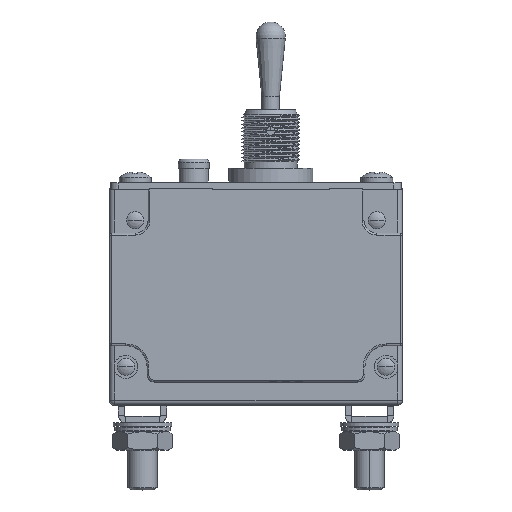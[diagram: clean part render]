
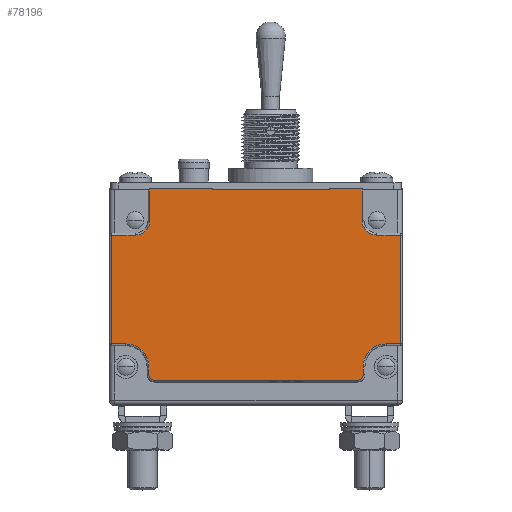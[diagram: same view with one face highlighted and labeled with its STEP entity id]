
A CAD part, top view. The second image highlights one B-rep face of the part: STEP entity #78196.
In plain terms, the highlighted planar face has unit normal (0, 0, 1).
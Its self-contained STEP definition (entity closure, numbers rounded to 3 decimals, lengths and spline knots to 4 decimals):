
#1014=DIRECTION('',(0.,1.,0.));
#1015=VECTOR('',#1014,0.9293);
#1016=CARTESIAN_POINT('',(1.1083,-1.1396,
0.372));
#1017=LINE('',#1016,#1015);
#1018=DIRECTION('',(1.,0.,0.));
#1019=VECTOR('',#1018,0.1233);
#1020=CARTESIAN_POINT('',(0.985,-1.1396,0.372));
#1021=LINE('',#1020,#1019);
#1022=CARTESIAN_POINT('',(0.985,-1.335,0.372));
#1023=DIRECTION('',(0.,0.,-1.));
#1024=DIRECTION('',(-1.,0.,0.));
#1025=AXIS2_PLACEMENT_3D('',#1022,#1023,#1024);
#1027=DIRECTION('',(0.,1.,0.));
#1028=VECTOR('',#1027,0.068);
#1029=CARTESIAN_POINT('',(0.7896,-1.403,0.372));
#1030=LINE('',#1029,#1028);
#1031=CARTESIAN_POINT('',(0.743,-1.403,0.372));
#1032=DIRECTION('',(0.,0.,1.));
#1033=DIRECTION('',(0.,-1.,0.));
#1034=AXIS2_PLACEMENT_3D('',#1031,#1032,#1033);
#1036=DIRECTION('',(1.,0.,0.));
#1037=VECTOR('',#1036,1.736);
#1038=CARTESIAN_POINT('',(-0.993,-1.4496,0.372));
#1039=LINE('',#1038,#1037);
#1040=CARTESIAN_POINT('',(-0.993,-1.403,0.372));
#1041=DIRECTION('',(0.,0.,1.));
#1042=DIRECTION('',(-1.,0.,0.));
#1043=AXIS2_PLACEMENT_3D('',#1040,#1041,#1042);
#1045=DIRECTION('',(0.,-1.,0.));
#1046=VECTOR('',#1045,0.068);
#1047=CARTESIAN_POINT('',(-1.0396,-1.335,0.372));
#1048=LINE('',#1047,#1046);
#1049=CARTESIAN_POINT('',(-1.235,-1.335,0.372));
#1050=DIRECTION('',(0.,0.,-1.));
#1051=DIRECTION('',(0.,1.,0.));
#1052=AXIS2_PLACEMENT_3D('',#1049,#1050,#1051);
#1054=DIRECTION('',(1.,0.,0.));
#1055=VECTOR('',#1054,0.1233);
#1056=CARTESIAN_POINT('',(-1.3583,-1.1396,
0.372));
#1057=LINE('',#1056,#1055);
#1058=DIRECTION('',(0.,-1.,0.));
#1059=VECTOR('',#1058,0.9293);
#1060=CARTESIAN_POINT('',(-1.3583,-0.2104,
0.372));
#1061=LINE('',#1060,#1059);
#1062=DIRECTION('',(-1.,0.,0.));
#1063=VECTOR('',#1062,0.2023);
#1064=CARTESIAN_POINT('',(-1.156,-0.2104,0.372));
#1065=LINE('',#1064,#1063);
#1066=CARTESIAN_POINT('',(-1.156,-0.085,0.372));
#1067=DIRECTION('',(0.,0.,-1.));
#1068=DIRECTION('',(1.,0.,0.));
#1069=AXIS2_PLACEMENT_3D('',#1066,#1067,#1068);
#1071=DIRECTION('',(0.,-1.,0.));
#1072=VECTOR('',#1071,0.268);
#1073=CARTESIAN_POINT('',(-1.0306,0.183,
0.372));
#1074=LINE('',#1073,#1072);
#1075=DIRECTION('',(-1.,0.,0.));
#1076=VECTOR('',#1075,0.5306);
#1077=CARTESIAN_POINT('',(-0.5,0.183,0.372));
#1078=LINE('',#1077,#1076);
#1079=DIRECTION('',(0.,-1.,0.));
#1080=VECTOR('',#1079,0.004);
#1081=CARTESIAN_POINT('',(-0.5,0.183,0.372));
#1082=LINE('',#1081,#1080);
#1083=DIRECTION('',(-1.,0.,0.));
#1084=VECTOR('',#1083,1.);
#1085=CARTESIAN_POINT('',(0.5,0.179,0.372));
#1086=LINE('',#1085,#1084);
#1087=DIRECTION('',(0.,-1.,0.));
#1088=VECTOR('',#1087,0.004);
#1089=CARTESIAN_POINT('',(0.5,0.183,0.372));
#1090=LINE('',#1089,#1088);
#1091=DIRECTION('',(-1.,0.,0.));
#1092=VECTOR('',#1091,0.2806);
#1093=CARTESIAN_POINT('',(0.7806,0.183,0.372));
#1094=LINE('',#1093,#1092);
#1095=DIRECTION('',(0.,1.,0.));
#1096=VECTOR('',#1095,0.268);
#1097=CARTESIAN_POINT('',(0.7806,-0.085,0.372));
#1098=LINE('',#1097,#1096);
#1099=CARTESIAN_POINT('',(0.906,-0.085,0.372));
#1100=DIRECTION('',(0.,0.,-1.));
#1101=DIRECTION('',(0.,-1.,0.));
#1102=AXIS2_PLACEMENT_3D('',#1099,#1100,#1101);
#1104=DIRECTION('',(-1.,0.,0.));
#1105=VECTOR('',#1104,0.2023);
#1106=CARTESIAN_POINT('',(1.1083,-0.2104,
0.372));
#1107=LINE('',#1106,#1105);
#75086=CARTESIAN_POINT('',(0.906,-0.2104,0.372));
#75087=CARTESIAN_POINT('',(0.7806,-0.085,0.372));
#75088=VERTEX_POINT('',#75086);
#75089=VERTEX_POINT('',#75087);
#75094=CARTESIAN_POINT('',(-1.0306,-0.085,0.372));
#75095=CARTESIAN_POINT('',(-1.156,-0.2104,0.372));
#75096=VERTEX_POINT('',#75094);
#75097=VERTEX_POINT('',#75095);
#75102=CARTESIAN_POINT('',(0.7896,-1.335,0.372));
#75103=CARTESIAN_POINT('',(0.985,-1.1396,0.372));
#75104=VERTEX_POINT('',#75102);
#75105=VERTEX_POINT('',#75103);
#75110=CARTESIAN_POINT('',(0.7896,-1.403,0.372));
#75111=VERTEX_POINT('',#75110);
#75114=CARTESIAN_POINT('',(0.743,-1.4496,0.372));
#75115=VERTEX_POINT('',#75114);
#75118=CARTESIAN_POINT('',(-0.993,-1.4496,0.372));
#75119=VERTEX_POINT('',#75118);
#75122=CARTESIAN_POINT('',(-1.0396,-1.403,0.372));
#75123=VERTEX_POINT('',#75122);
#75126=CARTESIAN_POINT('',(-1.0396,-1.335,0.372));
#75127=VERTEX_POINT('',#75126);
#75130=CARTESIAN_POINT('',(-1.235,-1.1396,0.372));
#75131=VERTEX_POINT('',#75130);
#75580=CARTESIAN_POINT('',(0.7806,0.183,0.372));
#75581=VERTEX_POINT('',#75580);
#75582=CARTESIAN_POINT('',(-1.0306,0.183,
0.372));
#75583=VERTEX_POINT('',#75582);
#75646=CARTESIAN_POINT('',(1.1083,-0.2104,
0.372));
#75647=VERTEX_POINT('',#75646);
#75648=CARTESIAN_POINT('',(1.1083,-1.1396,
0.372));
#75649=VERTEX_POINT('',#75648);
#75666=CARTESIAN_POINT('',(-1.3583,-1.1396,
0.372));
#75667=VERTEX_POINT('',#75666);
#75668=CARTESIAN_POINT('',(-1.3583,-0.2104,
0.372));
#75669=VERTEX_POINT('',#75668);
#75771=CARTESIAN_POINT('',(0.5,0.179,0.372));
#75772=CARTESIAN_POINT('',(-0.5,0.179,0.372));
#75773=VERTEX_POINT('',#75771);
#75774=VERTEX_POINT('',#75772);
#75783=CARTESIAN_POINT('',(0.5,0.183,0.372));
#75784=VERTEX_POINT('',#75783);
#75785=CARTESIAN_POINT('',(-0.5,0.183,0.372));
#75786=VERTEX_POINT('',#75785);
#78148=CARTESIAN_POINT('',(0.,0.,0.372));
#78149=DIRECTION('',(0.,0.,-1.));
#78150=DIRECTION('',(-1.,0.,0.));
#78151=AXIS2_PLACEMENT_3D('',#78148,#78149,#78150);
#78152=PLANE('',#78151);
#78154=ORIENTED_EDGE('',*,*,#78153,.F.);
#78156=ORIENTED_EDGE('',*,*,#78155,.F.);
#78158=ORIENTED_EDGE('',*,*,#78157,.F.);
#78160=ORIENTED_EDGE('',*,*,#78159,.F.);
#78162=ORIENTED_EDGE('',*,*,#78161,.F.);
#78164=ORIENTED_EDGE('',*,*,#78163,.F.);
#78166=ORIENTED_EDGE('',*,*,#78165,.F.);
#78168=ORIENTED_EDGE('',*,*,#78167,.F.);
#78170=ORIENTED_EDGE('',*,*,#78169,.F.);
#78171=ORIENTED_EDGE('',*,*,#78139,.F.);
#78173=ORIENTED_EDGE('',*,*,#78172,.F.);
#78175=ORIENTED_EDGE('',*,*,#78174,.F.);
#78177=ORIENTED_EDGE('',*,*,#78176,.F.);
#78178=ORIENTED_EDGE('',*,*,#77447,.F.);
#78180=ORIENTED_EDGE('',*,*,#78179,.F.);
#78182=ORIENTED_EDGE('',*,*,#78181,.T.);
#78184=ORIENTED_EDGE('',*,*,#78183,.F.);
#78186=ORIENTED_EDGE('',*,*,#78185,.F.);
#78188=ORIENTED_EDGE('',*,*,#78187,.F.);
#78189=ORIENTED_EDGE('',*,*,#77495,.F.);
#78191=ORIENTED_EDGE('',*,*,#78190,.F.);
#78193=ORIENTED_EDGE('',*,*,#78192,.F.);
#78194=EDGE_LOOP('',(#78154,#78156,#78158,#78160,#78162,#78164,#78166,#78168,
#78170,#78171,#78173,#78175,#78177,#78178,#78180,#78182,#78184,#78186,#78188,
#78189,#78191,#78193));
#78195=FACE_OUTER_BOUND('',#78194,.F.);
#1026=CIRCLE('',#1025,0.1954);
#1035=CIRCLE('',#1034,0.0466);
#1044=CIRCLE('',#1043,0.0466);
#1053=CIRCLE('',#1052,0.1954);
#1070=CIRCLE('',#1069,0.1254);
#1103=CIRCLE('',#1102,0.1254);
#77447=EDGE_CURVE('',#75583,#75096,#1074,.T.);
#77495=EDGE_CURVE('',#75089,#75581,#1098,.T.);
#78139=EDGE_CURVE('',#75667,#75131,#1057,.T.);
#78153=EDGE_CURVE('',#75649,#75647,#1017,.T.);
#78155=EDGE_CURVE('',#75105,#75649,#1021,.T.);
#78157=EDGE_CURVE('',#75104,#75105,#1026,.T.);
#78159=EDGE_CURVE('',#75111,#75104,#1030,.T.);
#78161=EDGE_CURVE('',#75115,#75111,#1035,.T.);
#78163=EDGE_CURVE('',#75119,#75115,#1039,.T.);
#78165=EDGE_CURVE('',#75123,#75119,#1044,.T.);
#78167=EDGE_CURVE('',#75127,#75123,#1048,.T.);
#78169=EDGE_CURVE('',#75131,#75127,#1053,.T.);
#78172=EDGE_CURVE('',#75669,#75667,#1061,.T.);
#78174=EDGE_CURVE('',#75097,#75669,#1065,.T.);
#78176=EDGE_CURVE('',#75096,#75097,#1070,.T.);
#78179=EDGE_CURVE('',#75786,#75583,#1078,.T.);
#78181=EDGE_CURVE('',#75786,#75774,#1082,.T.);
#78183=EDGE_CURVE('',#75773,#75774,#1086,.T.);
#78185=EDGE_CURVE('',#75784,#75773,#1090,.T.);
#78187=EDGE_CURVE('',#75581,#75784,#1094,.T.);
#78190=EDGE_CURVE('',#75088,#75089,#1103,.T.);
#78192=EDGE_CURVE('',#75647,#75088,#1107,.T.);
#78196=ADVANCED_FACE('',(#78195),#78152,.F.);
